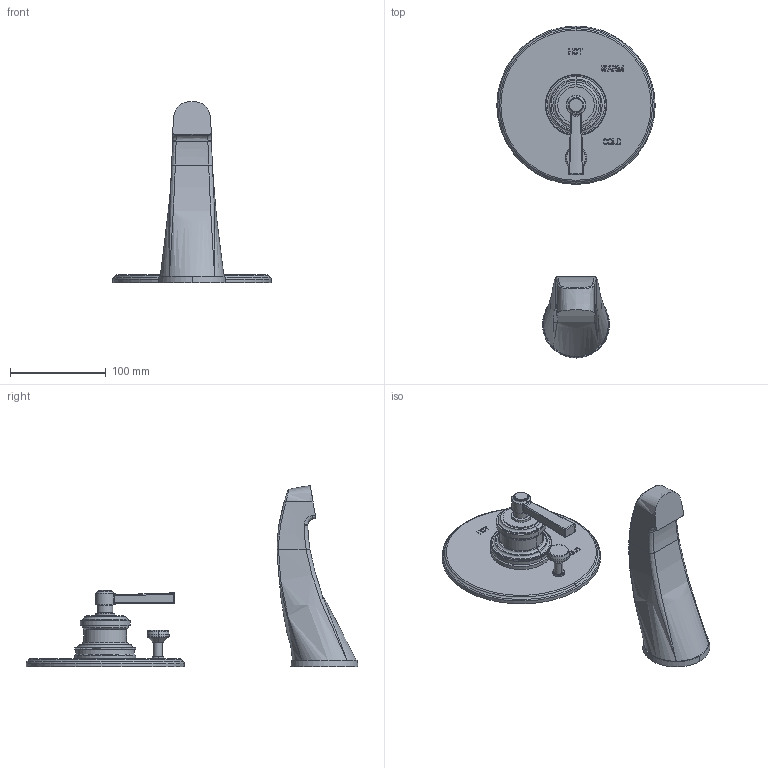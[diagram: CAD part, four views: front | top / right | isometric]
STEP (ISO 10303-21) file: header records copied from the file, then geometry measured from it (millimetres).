
FILE_DESCRIPTION((''),'2;1');
FILE_NAME('4-1622BP','2021-06-03T11:02:15',('jinson.thomas'),(''),'CREO PARAMETRIC BY PTC INC, 2018400','CREO PARAMETRIC BY PTC INC, 2018400','');
FILE_SCHEMA(('CONFIG_CONTROL_DESIGN'));
Length unit declared in the file: inch
Products named in the file (1): 4-1622BP
Bounding box: 165.1 x 346.07 x 188.69 mm (x, y, z)
Volume: 654605.2 mm3; surface area: 96595.3 mm2
Topology: 2 solids, 2 shells, 956 faces, 2679 edges, 1761 vertices
Faces by surface type: plane 645, cylinder 216, bspline 55, torus 26, cone 10, sphere 4
Entity records: 32917 total; most frequent: CARTESIAN_POINT 8185, ORIENTED_EDGE 5358, DIRECTION 4889, EDGE_CURVE 2679, VECTOR 2047, LINE 2047, VERTEX_POINT 1761, AXIS2_PLACEMENT_3D 1421
